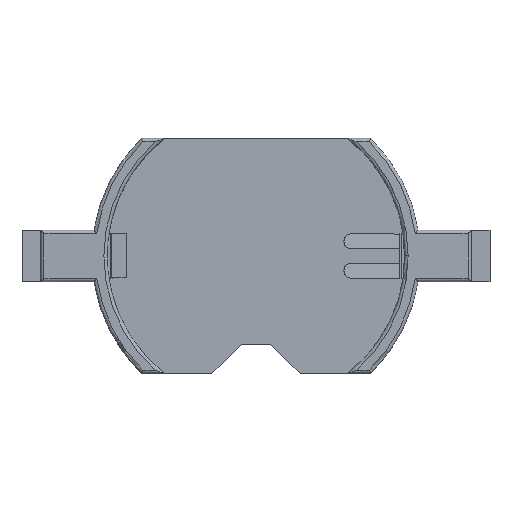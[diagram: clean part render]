
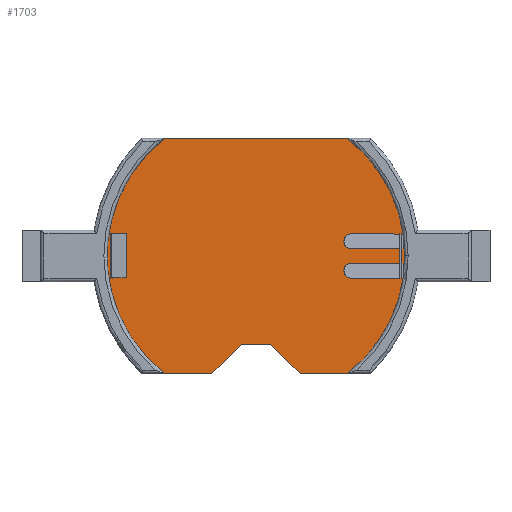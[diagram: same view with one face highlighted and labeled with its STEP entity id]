
A CAD part, top view. The second image highlights one B-rep face of the part: STEP entity #1703.
In plain terms, the highlighted planar face has unit normal (0, 0, 1).
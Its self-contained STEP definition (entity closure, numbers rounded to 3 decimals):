
#814 = VERTEX_POINT('',#815);
#815 = CARTESIAN_POINT('',(-6.222,8.,1.1));
#821 = EDGE_CURVE('',#822,#814,#824,.T.);
#822 = VERTEX_POINT('',#823);
#823 = CARTESIAN_POINT('',(6.222,8.,1.1));
#824 = LINE('',#825,#826);
#825 = CARTESIAN_POINT('',(-7.1,8.,1.1));
#826 = VECTOR('',#827,1.);
#827 = DIRECTION('',(-1.,0.,0.));
#1100 = VERTEX_POINT('',#1101);
#1101 = CARTESIAN_POINT('',(-6.222,-8.,1.1));
#1107 = EDGE_CURVE('',#1108,#1100,#1110,.T.);
#1108 = VERTEX_POINT('',#1109);
#1109 = CARTESIAN_POINT('',(-3.,-8.,1.1));
#1110 = LINE('',#1111,#1112);
#1111 = CARTESIAN_POINT('',(-7.1,-8.,1.1));
#1112 = VECTOR('',#1113,1.);
#1113 = DIRECTION('',(-1.,0.,0.));
#1659 = VERTEX_POINT('',#1660);
#1660 = CARTESIAN_POINT('',(6.222,-8.,1.1));
#1683 = EDGE_CURVE('',#1684,#822,#1686,.T.);
#1684 = VERTEX_POINT('',#1685);
#1685 = CARTESIAN_POINT('',(10.135,0.,1.1));
#1686 = CIRCLE('',#1687,10.135);
#1687 = AXIS2_PLACEMENT_3D('',#1688,#1689,#1690);
#1688 = CARTESIAN_POINT('',(0.,0.,1.1));
#1689 = DIRECTION('',(0.,0.,1.));
#1690 = DIRECTION('',(1.,0.,0.));
#1692 = EDGE_CURVE('',#1659,#1684,#1693,.T.);
#1693 = CIRCLE('',#1694,10.135);
#1694 = AXIS2_PLACEMENT_3D('',#1695,#1696,#1697);
#1695 = CARTESIAN_POINT('',(0.,0.,1.1));
#1696 = DIRECTION('',(0.,0.,1.));
#1697 = DIRECTION('',(1.,0.,0.));
#1703 = ADVANCED_FACE('',(#1704,#1747,#1781),#1879,.T.);
#1704 = FACE_BOUND('',#1705,.T.);
#1705 = EDGE_LOOP('',(#1706,#1707,#1708,#1715,#1716,#1724,#1732,#1740,
#1746));
#1706 = ORIENTED_EDGE('',*,*,#1683,.T.);
#1707 = ORIENTED_EDGE('',*,*,#821,.T.);
#1708 = ORIENTED_EDGE('',*,*,#1709,.T.);
#1709 = EDGE_CURVE('',#814,#1100,#1710,.T.);
#1710 = CIRCLE('',#1711,10.135);
#1711 = AXIS2_PLACEMENT_3D('',#1712,#1713,#1714);
#1712 = CARTESIAN_POINT('',(0.,0.,1.1));
#1713 = DIRECTION('',(0.,0.,1.));
#1714 = DIRECTION('',(1.,0.,0.));
#1715 = ORIENTED_EDGE('',*,*,#1107,.F.);
#1716 = ORIENTED_EDGE('',*,*,#1717,.F.);
#1717 = EDGE_CURVE('',#1718,#1108,#1720,.T.);
#1718 = VERTEX_POINT('',#1719);
#1719 = CARTESIAN_POINT('',(-1.,-6.,1.1));
#1720 = LINE('',#1721,#1722);
#1721 = CARTESIAN_POINT('',(-1.25,-6.25,1.1));
#1722 = VECTOR('',#1723,1.);
#1723 = DIRECTION('',(-0.707,-0.707,0.));
#1724 = ORIENTED_EDGE('',*,*,#1725,.F.);
#1725 = EDGE_CURVE('',#1726,#1718,#1728,.T.);
#1726 = VERTEX_POINT('',#1727);
#1727 = CARTESIAN_POINT('',(1.,-6.,1.1));
#1728 = LINE('',#1729,#1730);
#1729 = CARTESIAN_POINT('',(-0.5,-6.,1.1));
#1730 = VECTOR('',#1731,1.);
#1731 = DIRECTION('',(-1.,0.,0.));
#1732 = ORIENTED_EDGE('',*,*,#1733,.F.);
#1733 = EDGE_CURVE('',#1734,#1726,#1736,.T.);
#1734 = VERTEX_POINT('',#1735);
#1735 = CARTESIAN_POINT('',(3.,-8.,1.1));
#1736 = LINE('',#1737,#1738);
#1737 = CARTESIAN_POINT('',(-0.75,-4.25,1.1));
#1738 = VECTOR('',#1739,1.);
#1739 = DIRECTION('',(-0.707,0.707,0.));
#1740 = ORIENTED_EDGE('',*,*,#1741,.F.);
#1741 = EDGE_CURVE('',#1659,#1734,#1742,.T.);
#1742 = LINE('',#1743,#1744);
#1743 = CARTESIAN_POINT('',(-7.1,-8.,1.1));
#1744 = VECTOR('',#1745,1.);
#1745 = DIRECTION('',(-1.,0.,0.));
#1746 = ORIENTED_EDGE('',*,*,#1692,.T.);
#1747 = FACE_BOUND('',#1748,.T.);
#1748 = EDGE_LOOP('',(#1749,#1759,#1767,#1775));
#1749 = ORIENTED_EDGE('',*,*,#1750,.F.);
#1750 = EDGE_CURVE('',#1751,#1753,#1755,.T.);
#1751 = VERTEX_POINT('',#1752);
#1752 = CARTESIAN_POINT('',(-9.885,-1.5,1.1));
#1753 = VERTEX_POINT('',#1754);
#1754 = CARTESIAN_POINT('',(-9.785,-1.5,1.1));
#1755 = LINE('',#1756,#1757);
#1756 = CARTESIAN_POINT('',(-4.872,-1.5,1.1));
#1757 = VECTOR('',#1758,1.);
#1758 = DIRECTION('',(1.,0.,0.));
#1759 = ORIENTED_EDGE('',*,*,#1760,.T.);
#1760 = EDGE_CURVE('',#1751,#1761,#1763,.T.);
#1761 = VERTEX_POINT('',#1762);
#1762 = CARTESIAN_POINT('',(-9.885,1.5,1.1));
#1763 = LINE('',#1764,#1765);
#1764 = CARTESIAN_POINT('',(-9.885,0.75,1.1));
#1765 = VECTOR('',#1766,1.);
#1766 = DIRECTION('',(0.,1.,0.));
#1767 = ORIENTED_EDGE('',*,*,#1768,.F.);
#1768 = EDGE_CURVE('',#1769,#1761,#1771,.T.);
#1769 = VERTEX_POINT('',#1770);
#1770 = CARTESIAN_POINT('',(-9.785,1.5,1.1));
#1771 = LINE('',#1772,#1773);
#1772 = CARTESIAN_POINT('',(-4.872,1.5,1.1));
#1773 = VECTOR('',#1774,1.);
#1774 = DIRECTION('',(-1.,0.,0.));
#1775 = ORIENTED_EDGE('',*,*,#1776,.T.);
#1776 = EDGE_CURVE('',#1769,#1753,#1777,.T.);
#1777 = LINE('',#1778,#1779);
#1778 = CARTESIAN_POINT('',(-9.785,-0.75,1.1));
#1779 = VECTOR('',#1780,1.);
#1780 = DIRECTION('',(0.,-1.,0.));
#1781 = FACE_BOUND('',#1782,.T.);
#1782 = EDGE_LOOP('',(#1783,#1793,#1801,#1809,#1817,#1825,#1833,#1841,
#1849,#1857,#1865,#1873));
#1783 = ORIENTED_EDGE('',*,*,#1784,.T.);
#1784 = EDGE_CURVE('',#1785,#1787,#1789,.T.);
#1785 = VERTEX_POINT('',#1786);
#1786 = CARTESIAN_POINT('',(9.726,-1.5,1.1));
#1787 = VERTEX_POINT('',#1788);
#1788 = CARTESIAN_POINT('',(9.726,-0.5,1.1));
#1789 = LINE('',#1790,#1791);
#1790 = CARTESIAN_POINT('',(9.726,-0.5,1.1));
#1791 = VECTOR('',#1792,1.);
#1792 = DIRECTION('',(0.,1.,0.));
#1793 = ORIENTED_EDGE('',*,*,#1794,.T.);
#1794 = EDGE_CURVE('',#1787,#1795,#1797,.T.);
#1795 = VERTEX_POINT('',#1796);
#1796 = CARTESIAN_POINT('',(9.785,-0.5,1.1));
#1797 = LINE('',#1798,#1799);
#1798 = CARTESIAN_POINT('',(5.375,-0.5,1.1));
#1799 = VECTOR('',#1800,1.);
#1800 = DIRECTION('',(1.,0.,0.));
#1801 = ORIENTED_EDGE('',*,*,#1802,.T.);
#1802 = EDGE_CURVE('',#1795,#1803,#1805,.T.);
#1803 = VERTEX_POINT('',#1804);
#1804 = CARTESIAN_POINT('',(9.785,0.5,1.1));
#1805 = LINE('',#1806,#1807);
#1806 = CARTESIAN_POINT('',(9.785,0.75,1.1));
#1807 = VECTOR('',#1808,1.);
#1808 = DIRECTION('',(0.,1.,0.));
#1809 = ORIENTED_EDGE('',*,*,#1810,.T.);
#1810 = EDGE_CURVE('',#1803,#1811,#1813,.T.);
#1811 = VERTEX_POINT('',#1812);
#1812 = CARTESIAN_POINT('',(9.726,0.5,1.1));
#1813 = LINE('',#1814,#1815);
#1814 = CARTESIAN_POINT('',(2.994,0.5,1.1));
#1815 = VECTOR('',#1816,1.);
#1816 = DIRECTION('',(-1.,0.,0.));
#1817 = ORIENTED_EDGE('',*,*,#1818,.T.);
#1818 = EDGE_CURVE('',#1811,#1819,#1821,.T.);
#1819 = VERTEX_POINT('',#1820);
#1820 = CARTESIAN_POINT('',(9.726,1.5,1.1));
#1821 = LINE('',#1822,#1823);
#1822 = CARTESIAN_POINT('',(9.726,0.5,1.1));
#1823 = VECTOR('',#1824,1.);
#1824 = DIRECTION('',(0.,1.,0.));
#1825 = ORIENTED_EDGE('',*,*,#1826,.F.);
#1826 = EDGE_CURVE('',#1827,#1819,#1829,.T.);
#1827 = VERTEX_POINT('',#1828);
#1828 = CARTESIAN_POINT('',(10.019,1.5,1.1));
#1829 = LINE('',#1830,#1831);
#1830 = CARTESIAN_POINT('',(4.61,1.5,1.1));
#1831 = VECTOR('',#1832,1.);
#1832 = DIRECTION('',(-1.,0.,0.));
#1833 = ORIENTED_EDGE('',*,*,#1834,.F.);
#1834 = EDGE_CURVE('',#1835,#1827,#1837,.T.);
#1835 = VERTEX_POINT('',#1836);
#1836 = CARTESIAN_POINT('',(10.019,0.5,1.1));
#1837 = LINE('',#1838,#1839);
#1838 = CARTESIAN_POINT('',(10.019,0.5,1.1));
#1839 = VECTOR('',#1840,1.);
#1840 = DIRECTION('',(0.,1.,0.));
#1841 = ORIENTED_EDGE('',*,*,#1842,.T.);
#1842 = EDGE_CURVE('',#1835,#1843,#1845,.T.);
#1843 = VERTEX_POINT('',#1844);
#1844 = CARTESIAN_POINT('',(9.885,0.5,1.1));
#1845 = LINE('',#1846,#1847);
#1846 = CARTESIAN_POINT('',(2.994,0.5,1.1));
#1847 = VECTOR('',#1848,1.);
#1848 = DIRECTION('',(-1.,0.,0.));
#1849 = ORIENTED_EDGE('',*,*,#1850,.T.);
#1850 = EDGE_CURVE('',#1843,#1851,#1853,.T.);
#1851 = VERTEX_POINT('',#1852);
#1852 = CARTESIAN_POINT('',(9.885,-0.5,1.1));
#1853 = LINE('',#1854,#1855);
#1854 = CARTESIAN_POINT('',(9.885,-0.75,1.1));
#1855 = VECTOR('',#1856,1.);
#1856 = DIRECTION('',(0.,-1.,0.));
#1857 = ORIENTED_EDGE('',*,*,#1858,.T.);
#1858 = EDGE_CURVE('',#1851,#1859,#1861,.T.);
#1859 = VERTEX_POINT('',#1860);
#1860 = CARTESIAN_POINT('',(10.019,-0.5,1.1));
#1861 = LINE('',#1862,#1863);
#1862 = CARTESIAN_POINT('',(5.375,-0.5,1.1));
#1863 = VECTOR('',#1864,1.);
#1864 = DIRECTION('',(1.,0.,0.));
#1865 = ORIENTED_EDGE('',*,*,#1866,.F.);
#1866 = EDGE_CURVE('',#1867,#1859,#1869,.T.);
#1867 = VERTEX_POINT('',#1868);
#1868 = CARTESIAN_POINT('',(10.019,-1.5,1.1));
#1869 = LINE('',#1870,#1871);
#1870 = CARTESIAN_POINT('',(10.019,-0.5,1.1));
#1871 = VECTOR('',#1872,1.);
#1872 = DIRECTION('',(0.,1.,0.));
#1873 = ORIENTED_EDGE('',*,*,#1874,.F.);
#1874 = EDGE_CURVE('',#1785,#1867,#1875,.T.);
#1875 = LINE('',#1876,#1877);
#1876 = CARTESIAN_POINT('',(4.61,-1.5,1.1));
#1877 = VECTOR('',#1878,1.);
#1878 = DIRECTION('',(1.,0.,0.));
#1879 = PLANE('',#1880);
#1880 = AXIS2_PLACEMENT_3D('',#1881,#1882,#1883);
#1881 = CARTESIAN_POINT('',(0.,0.,1.1
));
#1882 = DIRECTION('',(0.,0.,1.));
#1883 = DIRECTION('',(1.,0.,0.));
